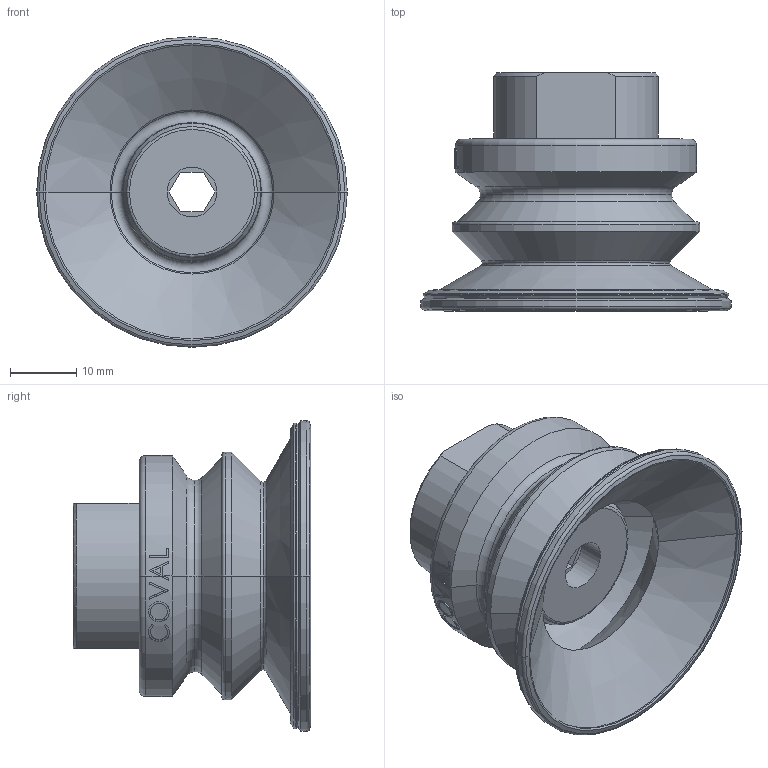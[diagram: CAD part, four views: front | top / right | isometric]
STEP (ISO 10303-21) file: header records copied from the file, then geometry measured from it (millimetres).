
FILE_DESCRIPTION(('STEP AP214'),'1');
FILE_NAME('COVAL_CBC45F38G.stp','2017-12-27T16:14:57',('TraceParts'),('TraceParts S.A.'),'Spatial InterOp 3D',' ',' ');
FILE_SCHEMA(('automotive_design'));
Length unit declared in the file: millimetre
Products named in the file (1): COVAL_CBC45F38G
Bounding box: 47 x 36 x 47 mm (x, y, z)
Volume: 16385.9 mm3; surface area: 10257.4 mm2
Topology: 1 solids, 1 shells, 142 faces, 325 edges, 196 vertices
Faces by surface type: cone 30, plane 29, bspline 29, torus 28, cylinder 26
Entity records: 9818 total; most frequent: CARTESIAN_POINT 5648, ORIENTED_EDGE 650, DIRECTION 588, EDGE_CURVE 325, AXIS2_PLACEMENT_3D 252, VERTEX_POINT 196, EDGE_LOOP 155, STYLED_ITEM 142
